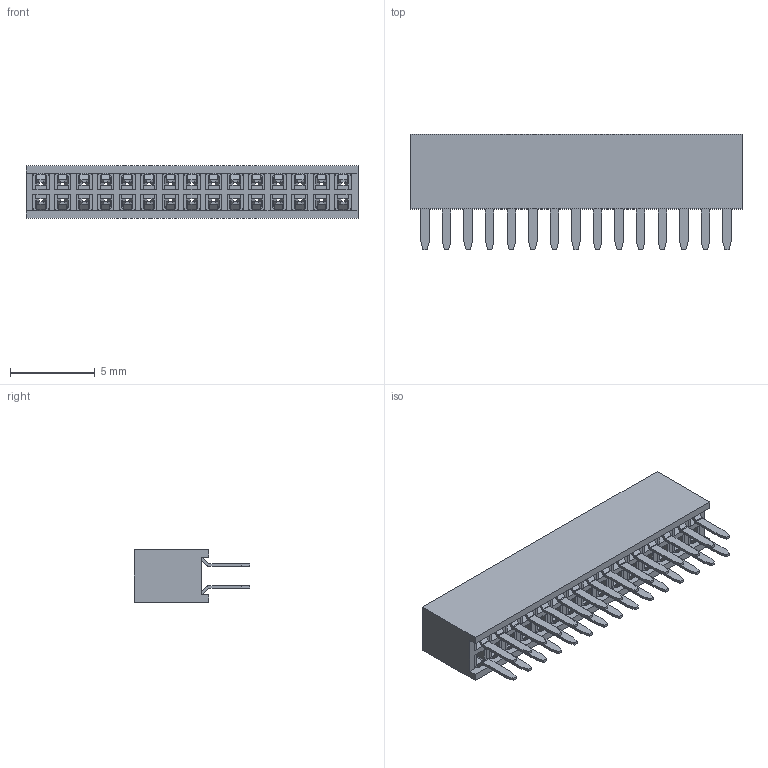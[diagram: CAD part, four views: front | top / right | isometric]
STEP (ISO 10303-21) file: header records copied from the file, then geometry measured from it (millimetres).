
FILE_DESCRIPTION((''),'2;1');
FILE_NAME('M50-300_ASM','2011-08-03T',('wbourne'),(''),'PRO/ENGINEER BY PARAMETRIC TECHNOLOGY CORPORATION, 2010280','PRO/ENGINEER BY PARAMETRIC TECHNOLOGY CORPORATION, 2010280','');
FILE_SCHEMA(('CONFIG_CONTROL_DESIGN','SHAPE_APPEARANCE_LAYERS_GROUPS'));
Length unit declared in the file: millimetre
Products named in the file (3): M50-300-MOULD; M50-300-CONTACT; M50-300_ASM
Assembly tree (31 placements, depth 2):
  M50-300_ASM
    M50-300-MOULD
    M50-300-CONTACT  x30
Bounding box: 19.55 x 6.8 x 3.1 mm (x, y, z)
Volume: 180 mm3; surface area: 1306.3 mm2
Topology: 31 solids, 31 shells, 2230 faces, 6144 edges, 3976 vertices
Faces by surface type: plane 1570, cylinder 660
Entity records: 16990 total; most frequent: CARTESIAN_POINT 2350, ORIENTED_EDGE 2312, DIRECTION 2132, PRESENTATION_STYLE_ASSIGNMENT 1158, STYLED_ITEM 1158, CURVE_STYLE 1156, EDGE_CURVE 1156, VECTOR 1112
